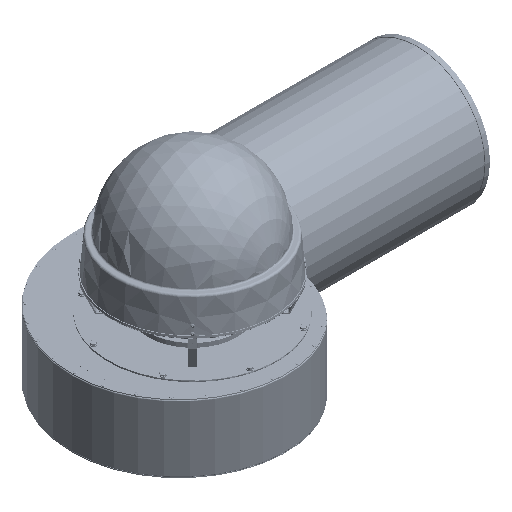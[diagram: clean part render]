
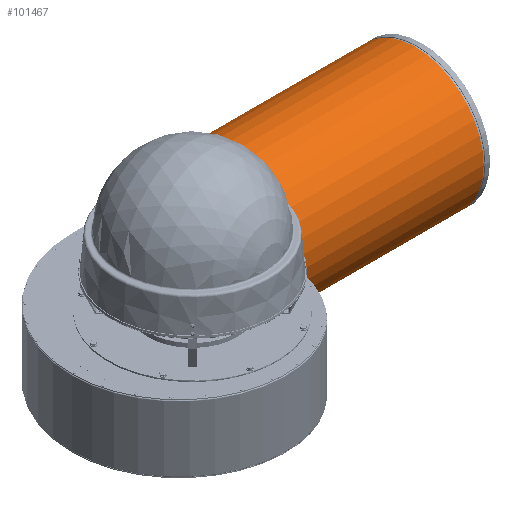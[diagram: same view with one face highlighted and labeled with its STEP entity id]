
A CAD part, isometric view. The second image highlights one B-rep face of the part: STEP entity #101467.
In plain terms, the highlighted cylindrical face has radius 154.25 mm (diameter 308.5 mm), a full revolution.
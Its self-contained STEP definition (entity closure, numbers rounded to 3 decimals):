
#9348=LINE('',#148286,#17026);
#17026=VECTOR('',#120742,154.25);
#24320=CYLINDRICAL_SURFACE('',#108839,154.25);
#26060=FACE_OUTER_BOUND('',#32206,.T.);
#32206=EDGE_LOOP('',(#69508,#69509,#69510,#69511,#69512,#69513));
#39106=CIRCLE('',#108836,154.25);
#39108=CIRCLE('',#108838,154.25);
#39109=CIRCLE('',#108840,154.25);
#39110=CIRCLE('',#108841,154.25);
#42997=VERTEX_POINT('',#148276);
#42998=VERTEX_POINT('',#148277);
#42999=VERTEX_POINT('',#148282);
#43000=VERTEX_POINT('',#148283);
#53165=EDGE_CURVE('',#42997,#42998,#39106,.T.);
#53167=EDGE_CURVE('',#42998,#42997,#39108,.T.);
#53168=EDGE_CURVE('',#42999,#43000,#39109,.T.);
#53169=EDGE_CURVE('',#43000,#42999,#39110,.T.);
#53170=EDGE_CURVE('',#43000,#42998,#9348,.T.);
#69508=ORIENTED_EDGE('',*,*,#53168,.F.);
#69509=ORIENTED_EDGE('',*,*,#53169,.F.);
#69510=ORIENTED_EDGE('',*,*,#53170,.T.);
#69511=ORIENTED_EDGE('',*,*,#53167,.T.);
#69512=ORIENTED_EDGE('',*,*,#53165,.T.);
#69513=ORIENTED_EDGE('',*,*,#53170,.F.);
#101467=ADVANCED_FACE('',(#26060),#24320,.T.);
#108836=AXIS2_PLACEMENT_3D('',#148278,#120730,#120731);
#108838=AXIS2_PLACEMENT_3D('',#148280,#120734,#120735);
#108839=AXIS2_PLACEMENT_3D('',#148281,#120736,#120737);
#108840=AXIS2_PLACEMENT_3D('',#148284,#120738,#120739);
#108841=AXIS2_PLACEMENT_3D('',#148285,#120740,#120741);
#120730=DIRECTION('center_axis',(-1.,0.,0.));
#120731=DIRECTION('ref_axis',(0.,-1.,0.));
#120734=DIRECTION('center_axis',(-1.,0.,0.));
#120735=DIRECTION('ref_axis',(0.,-1.,0.));
#120736=DIRECTION('center_axis',(-1.,0.,0.));
#120737=DIRECTION('ref_axis',(0.,-1.,0.));
#120738=DIRECTION('center_axis',(-1.,0.,0.));
#120739=DIRECTION('ref_axis',(0.,-1.,0.));
#120740=DIRECTION('center_axis',(-1.,0.,0.));
#120741=DIRECTION('ref_axis',(0.,-1.,0.));
#120742=DIRECTION('',(1.,0.,0.));
#148276=CARTESIAN_POINT('',(693.65,192.05,-229.25));
#148277=CARTESIAN_POINT('',(693.65,346.3,-75.));
#148278=CARTESIAN_POINT('Origin',(693.65,192.05,-75.));
#148280=CARTESIAN_POINT('Origin',(693.65,192.05,-75.));
#148281=CARTESIAN_POINT('Origin',(457.9,192.05,-75.));
#148282=CARTESIAN_POINT('',(222.15,192.05,-229.25));
#148283=CARTESIAN_POINT('',(222.15,346.3,-75.));
#148284=CARTESIAN_POINT('Origin',(222.15,192.05,-75.));
#148285=CARTESIAN_POINT('Origin',(222.15,192.05,-75.));
#148286=CARTESIAN_POINT('',(457.9,346.3,-75.));
